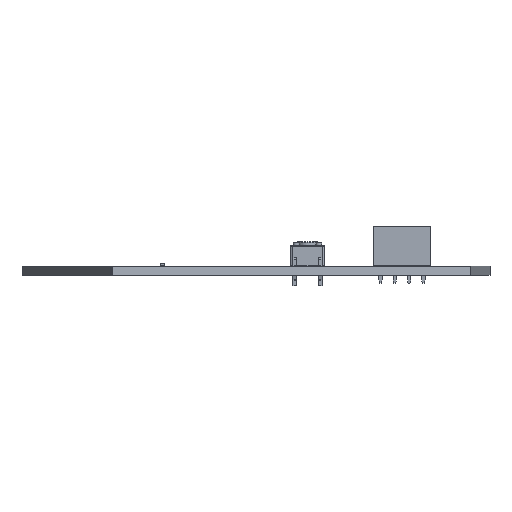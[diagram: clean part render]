
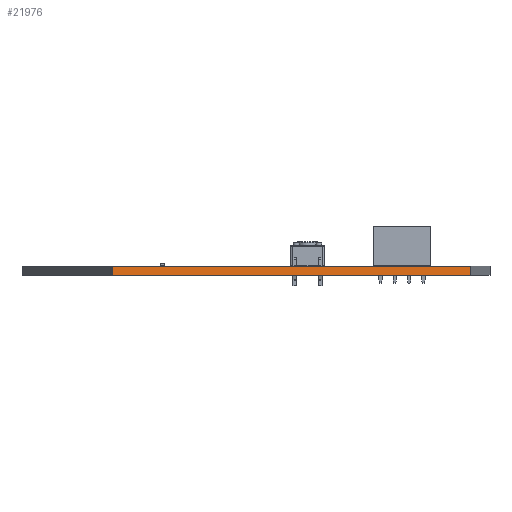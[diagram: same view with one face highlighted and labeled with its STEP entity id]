
A CAD part, left-side view. The second image highlights one B-rep face of the part: STEP entity #21976.
In plain terms, the highlighted planar face has unit normal (-0.987, -0.158, 0).
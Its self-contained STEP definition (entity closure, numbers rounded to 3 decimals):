
#18723 = PLANE('',#18724);
#18724 = AXIS2_PLACEMENT_3D('',#18725,#18726,#18727);
#18725 = CARTESIAN_POINT('',(80.077,-93.995,1.6));
#18726 = DIRECTION('',(-0.,-0.,-1.));
#18727 = DIRECTION('',(-1.,0.,0.));
#18777 = PLANE('',#18778);
#18778 = AXIS2_PLACEMENT_3D('',#18779,#18780,#18781);
#18779 = CARTESIAN_POINT('',(80.077,-93.995,0.));
#18780 = DIRECTION('',(-0.,-0.,-1.));
#18781 = DIRECTION('',(-1.,0.,0.));
#18908 = PLANE('',#18909);
#18909 = AXIS2_PLACEMENT_3D('',#18910,#18911,#18912);
#18910 = CARTESIAN_POINT('',(100.254,-136.296,0.));
#18911 = DIRECTION('',(-0.065,-0.998,0.));
#18912 = DIRECTION('',(-0.998,0.065,0.));
#18947 = VERTEX_POINT('',#18948);
#18948 = CARTESIAN_POINT('',(48.184,-132.918,0.));
#18969 = EDGE_CURVE('',#18947,#18970,#18972,.T.);
#18970 = VERTEX_POINT('',#18971);
#18971 = CARTESIAN_POINT('',(38.005,-69.317,0.));
#18972 = SURFACE_CURVE('',#18973,(#18977,#18984),.PCURVE_S1.);
#18973 = LINE('',#18974,#18975);
#18974 = CARTESIAN_POINT('',(48.184,-132.918,0.));
#18975 = VECTOR('',#18976,1.);
#18976 = DIRECTION('',(-0.158,0.987,0.));
#18977 = PCURVE('',#18777,#18978);
#18978 = DEFINITIONAL_REPRESENTATION('',(#18979),#18983);
#18979 = LINE('',#18980,#18981);
#18980 = CARTESIAN_POINT('',(31.893,-38.923));
#18981 = VECTOR('',#18982,1.);
#18982 = DIRECTION('',(0.158,0.987));
#18983 = ( GEOMETRIC_REPRESENTATION_CONTEXT(2) 
PARAMETRIC_REPRESENTATION_CONTEXT() REPRESENTATION_CONTEXT('2D SPACE',''
  ) );
#18984 = PCURVE('',#18985,#18990);
#18985 = PLANE('',#18986);
#18986 = AXIS2_PLACEMENT_3D('',#18987,#18988,#18989);
#18987 = CARTESIAN_POINT('',(48.184,-132.918,0.));
#18988 = DIRECTION('',(-0.987,-0.158,0.));
#18989 = DIRECTION('',(-0.158,0.987,0.));
#18990 = DEFINITIONAL_REPRESENTATION('',(#18991),#18995);
#18991 = LINE('',#18992,#18993);
#18992 = CARTESIAN_POINT('',(0.,0.));
#18993 = VECTOR('',#18994,1.);
#18994 = DIRECTION('',(1.,0.));
#18995 = ( GEOMETRIC_REPRESENTATION_CONTEXT(2) 
PARAMETRIC_REPRESENTATION_CONTEXT() REPRESENTATION_CONTEXT('2D SPACE',''
  ) );
#19013 = PLANE('',#19014);
#19014 = AXIS2_PLACEMENT_3D('',#19015,#19016,#19017);
#19015 = CARTESIAN_POINT('',(38.005,-69.317,0.));
#19016 = DIRECTION('',(0.,-1.,0.));
#19017 = DIRECTION('',(-1.,0.,0.));
#20537 = VERTEX_POINT('',#20538);
#20538 = CARTESIAN_POINT('',(48.184,-132.918,1.6));
#20559 = EDGE_CURVE('',#20537,#20560,#20562,.T.);
#20560 = VERTEX_POINT('',#20561);
#20561 = CARTESIAN_POINT('',(38.005,-69.317,1.6));
#20562 = SURFACE_CURVE('',#20563,(#20567,#20574),.PCURVE_S1.);
#20563 = LINE('',#20564,#20565);
#20564 = CARTESIAN_POINT('',(48.184,-132.918,1.6));
#20565 = VECTOR('',#20566,1.);
#20566 = DIRECTION('',(-0.158,0.987,0.));
#20567 = PCURVE('',#18723,#20568);
#20568 = DEFINITIONAL_REPRESENTATION('',(#20569),#20573);
#20569 = LINE('',#20570,#20571);
#20570 = CARTESIAN_POINT('',(31.893,-38.923));
#20571 = VECTOR('',#20572,1.);
#20572 = DIRECTION('',(0.158,0.987));
#20573 = ( GEOMETRIC_REPRESENTATION_CONTEXT(2) 
PARAMETRIC_REPRESENTATION_CONTEXT() REPRESENTATION_CONTEXT('2D SPACE',''
  ) );
#20574 = PCURVE('',#18985,#20575);
#20575 = DEFINITIONAL_REPRESENTATION('',(#20576),#20580);
#20576 = LINE('',#20577,#20578);
#20577 = CARTESIAN_POINT('',(0.,-1.6));
#20578 = VECTOR('',#20579,1.);
#20579 = DIRECTION('',(1.,0.));
#20580 = ( GEOMETRIC_REPRESENTATION_CONTEXT(2) 
PARAMETRIC_REPRESENTATION_CONTEXT() REPRESENTATION_CONTEXT('2D SPACE',''
  ) );
#21928 = EDGE_CURVE('',#18947,#20537,#21929,.T.);
#21929 = SURFACE_CURVE('',#21930,(#21934,#21941),.PCURVE_S1.);
#21930 = LINE('',#21931,#21932);
#21931 = CARTESIAN_POINT('',(48.184,-132.918,0.));
#21932 = VECTOR('',#21933,1.);
#21933 = DIRECTION('',(0.,0.,1.));
#21934 = PCURVE('',#18908,#21935);
#21935 = DEFINITIONAL_REPRESENTATION('',(#21936),#21940);
#21936 = LINE('',#21937,#21938);
#21937 = CARTESIAN_POINT('',(52.179,0.));
#21938 = VECTOR('',#21939,1.);
#21939 = DIRECTION('',(0.,-1.));
#21940 = ( GEOMETRIC_REPRESENTATION_CONTEXT(2) 
PARAMETRIC_REPRESENTATION_CONTEXT() REPRESENTATION_CONTEXT('2D SPACE',''
  ) );
#21941 = PCURVE('',#18985,#21942);
#21942 = DEFINITIONAL_REPRESENTATION('',(#21943),#21947);
#21943 = LINE('',#21944,#21945);
#21944 = CARTESIAN_POINT('',(0.,0.));
#21945 = VECTOR('',#21946,1.);
#21946 = DIRECTION('',(0.,-1.));
#21947 = ( GEOMETRIC_REPRESENTATION_CONTEXT(2) 
PARAMETRIC_REPRESENTATION_CONTEXT() REPRESENTATION_CONTEXT('2D SPACE',''
  ) );
#21976 = ADVANCED_FACE('',(#21977),#18985,.T.);
#21977 = FACE_BOUND('',#21978,.T.);
#21978 = EDGE_LOOP('',(#21979,#21980,#21981,#22002));
#21979 = ORIENTED_EDGE('',*,*,#21928,.T.);
#21980 = ORIENTED_EDGE('',*,*,#20559,.T.);
#21981 = ORIENTED_EDGE('',*,*,#21982,.F.);
#21982 = EDGE_CURVE('',#18970,#20560,#21983,.T.);
#21983 = SURFACE_CURVE('',#21984,(#21988,#21995),.PCURVE_S1.);
#21984 = LINE('',#21985,#21986);
#21985 = CARTESIAN_POINT('',(38.005,-69.317,0.));
#21986 = VECTOR('',#21987,1.);
#21987 = DIRECTION('',(0.,0.,1.));
#21988 = PCURVE('',#18985,#21989);
#21989 = DEFINITIONAL_REPRESENTATION('',(#21990),#21994);
#21990 = LINE('',#21991,#21992);
#21991 = CARTESIAN_POINT('',(64.411,0.));
#21992 = VECTOR('',#21993,1.);
#21993 = DIRECTION('',(0.,-1.));
#21994 = ( GEOMETRIC_REPRESENTATION_CONTEXT(2) 
PARAMETRIC_REPRESENTATION_CONTEXT() REPRESENTATION_CONTEXT('2D SPACE',''
  ) );
#21995 = PCURVE('',#19013,#21996);
#21996 = DEFINITIONAL_REPRESENTATION('',(#21997),#22001);
#21997 = LINE('',#21998,#21999);
#21998 = CARTESIAN_POINT('',(0.,-0.));
#21999 = VECTOR('',#22000,1.);
#22000 = DIRECTION('',(0.,-1.));
#22001 = ( GEOMETRIC_REPRESENTATION_CONTEXT(2) 
PARAMETRIC_REPRESENTATION_CONTEXT() REPRESENTATION_CONTEXT('2D SPACE',''
  ) );
#22002 = ORIENTED_EDGE('',*,*,#18969,.F.);
